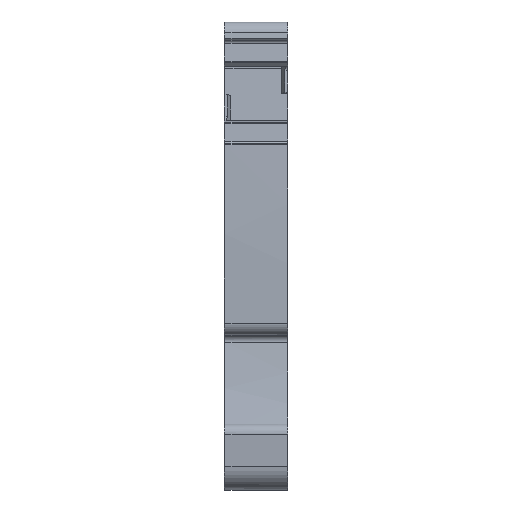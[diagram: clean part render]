
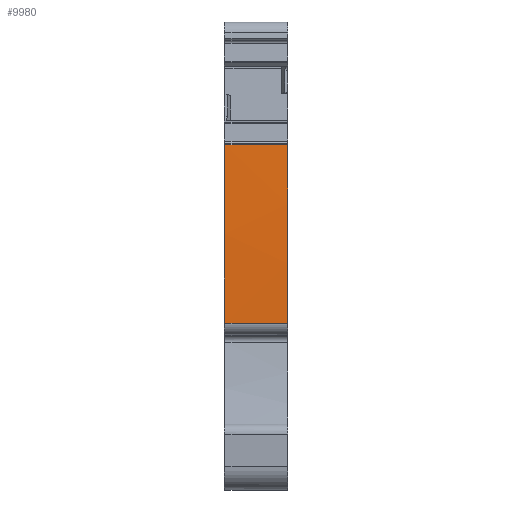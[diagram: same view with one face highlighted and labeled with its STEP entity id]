
A CAD part, front view. The second image highlights one B-rep face of the part: STEP entity #9980.
In plain terms, the highlighted cylindrical face has radius 154.9 mm (diameter 309.8 mm), a partial arc.
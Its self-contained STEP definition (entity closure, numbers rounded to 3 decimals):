
#7092=AXIS2_PLACEMENT_3D('Circle Axis2P3D',#7090,#7091,$) ;
#7099=AXIS2_PLACEMENT_3D('Circle Axis2P3D',#7097,#7098,$) ;
#9518=AXIS2_PLACEMENT_3D('Cylinder Axis2P3D',#9515,#9516,#9517) ;
#4872=CARTESIAN_POINT('Vertex',(0.05,1.529,13.427)) ;
#4915=CARTESIAN_POINT('Control Point',(0.05,1.858,27.772)) ;
#4916=CARTESIAN_POINT('Control Point',(0.05,1.659,24.908)) ;
#4917=CARTESIAN_POINT('Control Point',(0.05,1.527,22.039)) ;
#4918=CARTESIAN_POINT('Control Point',(0.05,1.461,19.168)) ;
#4919=CARTESIAN_POINT('Control Point',(0.05,1.462,16.297)) ;
#4920=CARTESIAN_POINT('Control Point',(0.05,1.529,13.427)) ;
#4921=CARTESIAN_POINT('Vertex',(0.05,1.858,27.772)) ;
#7087=CARTESIAN_POINT('Vertex',(5.1,1.858,27.772)) ;
#7090=CARTESIAN_POINT('Axis2P3D Location',(5.1,156.387,17.05)) ;
#7094=CARTESIAN_POINT('Vertex',(5.1,1.528,13.45)) ;
#7097=CARTESIAN_POINT('Axis2P3D Location',(5.1,2.529,13.45)) ;
#7101=CARTESIAN_POINT('Vertex',(5.1,1.529,13.427)) ;
#9515=CARTESIAN_POINT('Axis2P3D Location',(2.55,156.387,17.05)) ;
#9951=CARTESIAN_POINT('Line Origine',(5.1,1.858,27.772)) ;
#9968=CARTESIAN_POINT('Line Origine',(5.1,1.529,13.427)) ;
#7091=DIRECTION('Axis2P3D Direction',(1.,0.,0.)) ;
#7098=DIRECTION('Axis2P3D Direction',(1.,0.,0.)) ;
#9516=DIRECTION('Axis2P3D Direction',(1.,0.,0.)) ;
#9517=DIRECTION('Axis2P3D XDirection',(0.,-0.992,0.127)) ;
#9952=DIRECTION('Vector Direction',(1.,0.,0.)) ;
#9969=DIRECTION('Vector Direction',(1.,0.,0.)) ;
#9953=VECTOR('Line Direction',#9952,1.) ;
#9970=VECTOR('Line Direction',#9969,1.) ;
#9974=ORIENTED_EDGE('',*,*,#9972,.T.) ;
#9975=ORIENTED_EDGE('',*,*,#7103,.F.) ;
#9976=ORIENTED_EDGE('',*,*,#7096,.F.) ;
#9977=ORIENTED_EDGE('',*,*,#9955,.F.) ;
#9978=ORIENTED_EDGE('',*,*,#4923,.F.) ;
#9980=ADVANCED_FACE('72321_MLD_AS2C_2-5.1\\72321_MLD_AS2C_2-5',(#9979),#9519,.T.) ;
#4914=B_SPLINE_CURVE_WITH_KNOTS('',5,(#4915,#4916,#4917,#4918,#4919,#4920),.UNSPECIFIED.,.F.,.U.,(6,6),(33.086,47.44),.UNSPECIFIED.) ;
#7093=CIRCLE('generated circle',#7092,154.9) ;
#7100=CIRCLE('generated circle',#7099,1.) ;
#9519=CYLINDRICAL_SURFACE('generated cylinder',#9518,154.9) ;
#4923=EDGE_CURVE('',#4873,#4922,#4914,.F.) ;
#7096=EDGE_CURVE('',#7088,#7095,#7093,.T.) ;
#7103=EDGE_CURVE('',#7095,#7102,#7100,.T.) ;
#9955=EDGE_CURVE('',#4922,#7088,#9954,.T.) ;
#9972=EDGE_CURVE('',#4873,#7102,#9971,.T.) ;
#9973=EDGE_LOOP('',(#9974,#9975,#9976,#9977,#9978)) ;
#9979=FACE_OUTER_BOUND('',#9973,.T.) ;
#9954=LINE('Line',#9951,#9953) ;
#9971=LINE('Line',#9968,#9970) ;
#4873=VERTEX_POINT('',#4872) ;
#4922=VERTEX_POINT('',#4921) ;
#7088=VERTEX_POINT('',#7087) ;
#7095=VERTEX_POINT('',#7094) ;
#7102=VERTEX_POINT('',#7101) ;
